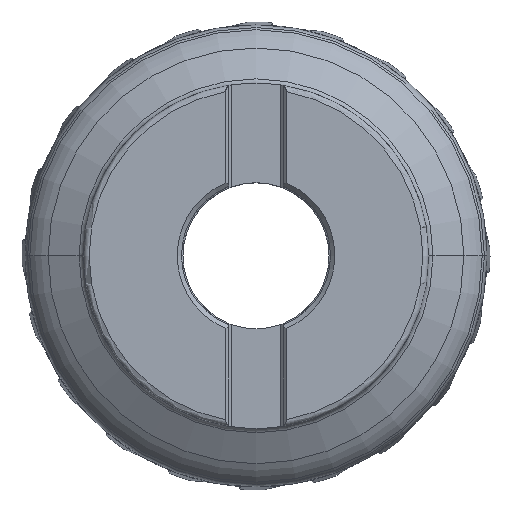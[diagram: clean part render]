
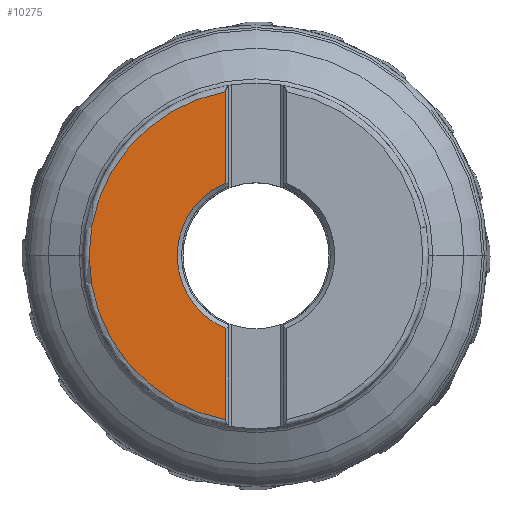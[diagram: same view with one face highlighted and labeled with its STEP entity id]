
A CAD part, top view. The second image highlights one B-rep face of the part: STEP entity #10275.
In plain terms, the highlighted planar face has unit normal (0, 0, 1).
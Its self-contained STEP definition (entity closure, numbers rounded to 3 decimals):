
#1472=PLANE('',#58407);
#4429=LINE('',#102058,#7133);
#4430=LINE('',#102064,#7134);
#7133=VECTOR('',#68830,1.);
#7134=VECTOR('',#68837,1.);
#10275=ADVANCED_FACE('',(#13957),#1472,.T.);
#13957=FACE_OUTER_BOUND('',#17027,.T.);
#17027=EDGE_LOOP('',(#29729,#29730,#29731,#29732,#29733));
#19897=CIRCLE('',#58397,27.4);
#19901=CIRCLE('',#58405,58.);
#19902=CIRCLE('',#58406,58.);
#29729=ORIENTED_EDGE('',*,*,#48013,.F.);
#29730=ORIENTED_EDGE('',*,*,#48014,.F.);
#29731=ORIENTED_EDGE('',*,*,#48015,.F.);
#29732=ORIENTED_EDGE('',*,*,#48016,.F.);
#29733=ORIENTED_EDGE('',*,*,#48000,.F.);
#41228=VERTEX_POINT('',#101990);
#41229=VERTEX_POINT('',#101992);
#41237=VERTEX_POINT('',#102057);
#41238=VERTEX_POINT('',#102061);
#41239=VERTEX_POINT('',#102063);
#48000=EDGE_CURVE('',#41228,#41229,#19897,.T.);
#48013=EDGE_CURVE('',#41237,#41228,#4429,.T.);
#48014=EDGE_CURVE('',#41238,#41237,#19901,.T.);
#48015=EDGE_CURVE('',#41239,#41238,#19902,.T.);
#48016=EDGE_CURVE('',#41229,#41239,#4430,.T.);
#58397=AXIS2_PLACEMENT_3D('',#101991,#68811,#68812);
#58405=AXIS2_PLACEMENT_3D('',#102060,#68833,#68834);
#58406=AXIS2_PLACEMENT_3D('',#102062,#68835,#68836);
#58407=AXIS2_PLACEMENT_3D('',#102065,#68838,#68839);
#68811=DIRECTION('',(0.,0.,1.));
#68812=DIRECTION('',(-0.384,0.923,0.));
#68830=DIRECTION('',(0.,-1.,0.));
#68833=DIRECTION('',(0.,0.,-1.));
#68834=DIRECTION('',(-1.,0.,0.));
#68835=DIRECTION('',(0.,0.,-1.));
#68836=DIRECTION('',(-0.181,-0.983,0.));
#68837=DIRECTION('',(0.,-1.,0.));
#68838=DIRECTION('',(0.,0.,1.));
#68839=DIRECTION('',(-1.,0.,0.));
#101990=CARTESIAN_POINT('',(-10.525,25.298,0.));
#101991=CARTESIAN_POINT('',(0.,0.,0.));
#101992=CARTESIAN_POINT('',(-10.525,-25.298,0.));
#102057=CARTESIAN_POINT('',(-10.525,57.037,0.));
#102058=CARTESIAN_POINT('',(-10.525,57.037,0.));
#102060=CARTESIAN_POINT('',(0.,0.,0.));
#102061=CARTESIAN_POINT('',(-58.,-0.016,0.));
#102062=CARTESIAN_POINT('',(0.,0.,0.));
#102063=CARTESIAN_POINT('',(-10.525,-57.037,0.));
#102064=CARTESIAN_POINT('',(-10.525,-25.298,0.));
#102065=CARTESIAN_POINT('',(-34.262,0.,0.));
